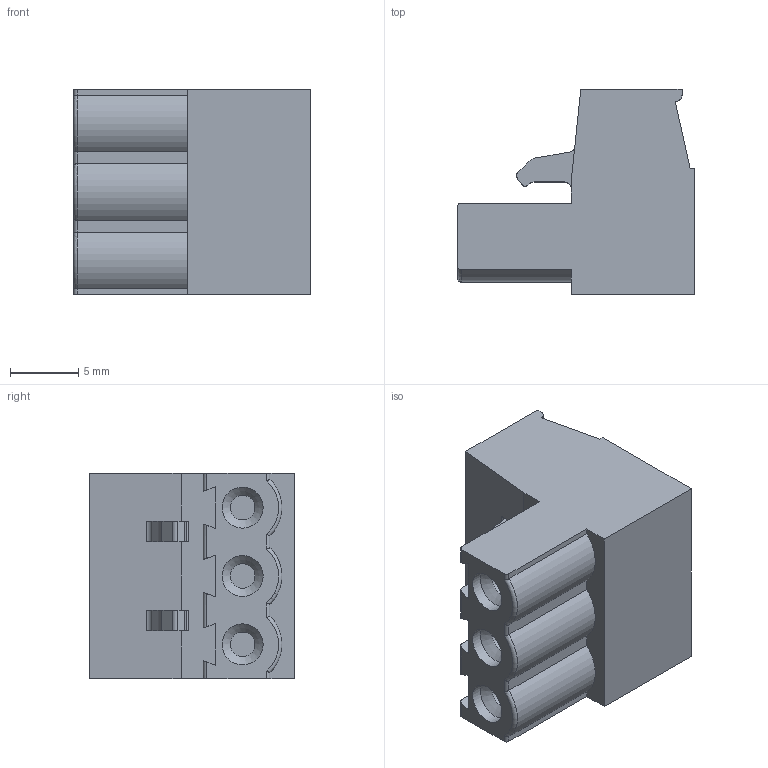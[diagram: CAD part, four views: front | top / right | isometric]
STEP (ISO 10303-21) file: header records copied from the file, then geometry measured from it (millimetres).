
FILE_DESCRIPTION((''),'2;1');
FILE_NAME('11208_PKB_950_3_500.stp','2012-12-07T11:56:52',('svogel'),(''),'Autodesk Inventor 2011','Autodesk Inventor 2011','');
FILE_SCHEMA(('AUTOMOTIVE_DESIGN { 1 0 10303 214 1 1 1 1 }'));
Length unit declared in the file: millimetre
Products named in the file (1): 11208_PKB_950_3_500
Bounding box: 17.3 x 15 x 15 mm (x, y, z)
Volume: 2330.3 mm3; surface area: 1716.7 mm2
Topology: 1 solids, 1 shells, 139 faces, 354 edges, 226 vertices
Faces by surface type: plane 88, cylinder 33, torus 12, cone 6
Full cylindrical faces by diameter (mm): 1.8 x3, 3 x3, 4 x3
Entity records: 4218 total; most frequent: CARTESIAN_POINT 918, DIRECTION 667, ORIENTED_EDGE 666, EDGE_CURVE 333, AXIS2_PLACEMENT_3D 224, VERTEX_POINT 223, VECTOR 219, LINE 219
